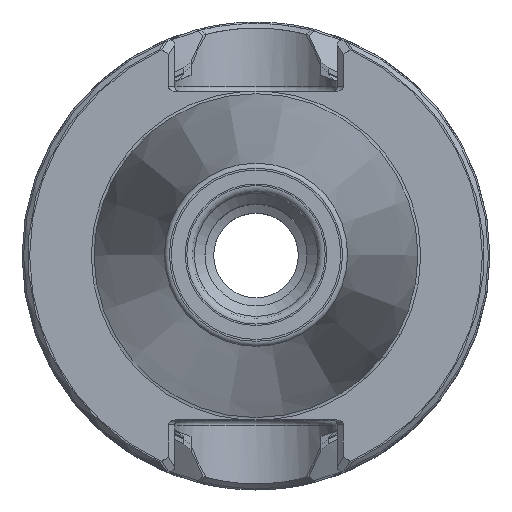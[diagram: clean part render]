
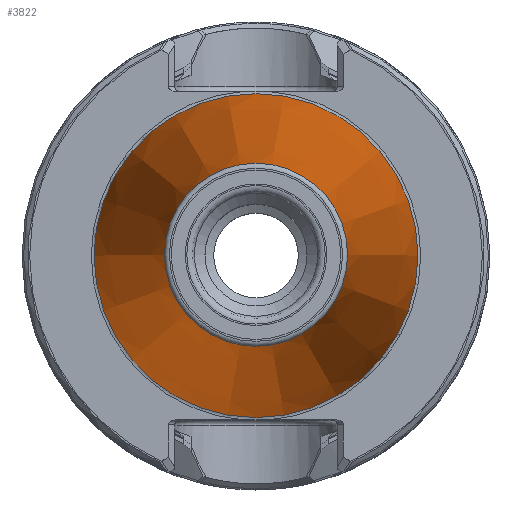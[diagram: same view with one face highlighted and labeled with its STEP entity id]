
A CAD part, top view. The second image highlights one B-rep face of the part: STEP entity #3822.
In plain terms, the highlighted conical face has half-angle 8.297 degrees and reference radius 9.058 mm.
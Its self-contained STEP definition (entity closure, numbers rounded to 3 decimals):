
#488=CONICAL_SURFACE('',#4093,9.058,0.145);
#978=ORIENTED_EDGE('',*,*,#1556,.T.);
#979=ORIENTED_EDGE('',*,*,#1555,.F.);
#1555=EDGE_CURVE('',#1880,#1880,#2031,.T.);
#1556=EDGE_CURVE('',#1881,#1881,#2032,.T.);
#1880=VERTEX_POINT('',#5830);
#1881=VERTEX_POINT('',#5833);
#2031=CIRCLE('',#4092,9.058);
#2032=CIRCLE('',#4094,16.025);
#2188=EDGE_LOOP('',(#978));
#2189=EDGE_LOOP('',(#979));
#2402=FACE_BOUND('',#2188,.T.);
#2403=FACE_BOUND('',#2189,.T.);
#3822=ADVANCED_FACE('',(#2402,#2403),#488,.T.);
#4092=AXIS2_PLACEMENT_3D('',#5829,#4653,#4654);
#4093=AXIS2_PLACEMENT_3D('',#5831,#4655,#4656);
#4094=AXIS2_PLACEMENT_3D('',#5832,#4657,#4658);
#4653=DIRECTION('',(0.,0.,1.));
#4654=DIRECTION('',(1.,0.,0.));
#4655=DIRECTION('',(0.,0.,-1.));
#4656=DIRECTION('',(-1.,0.,0.));
#4657=DIRECTION('',(0.,0.,1.));
#4658=DIRECTION('',(1.,0.,0.));
#5829=CARTESIAN_POINT('',(0.,0.,48.172));
#5830=CARTESIAN_POINT('',(9.058,0.,48.172));
#5831=CARTESIAN_POINT('',(0.,0.,48.172));
#5832=CARTESIAN_POINT('',(0.,0.,0.4));
#5833=CARTESIAN_POINT('',(16.025,0.,0.4));
